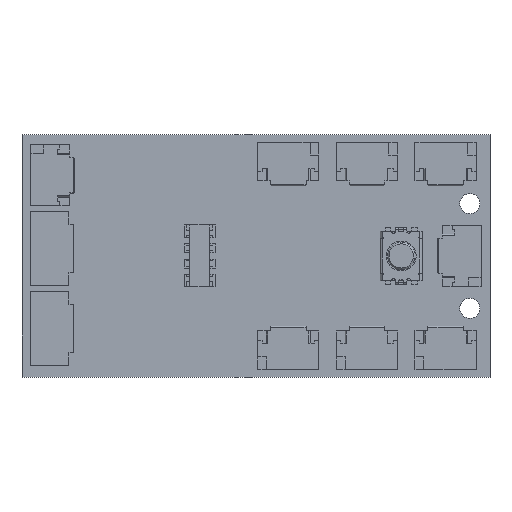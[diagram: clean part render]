
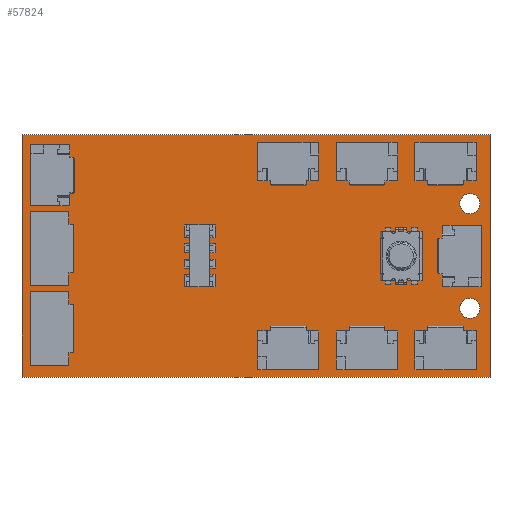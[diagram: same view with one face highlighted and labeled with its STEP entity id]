
A CAD part, top view. The second image highlights one B-rep face of the part: STEP entity #57824.
In plain terms, the highlighted planar face has unit normal (0, 0, 1).
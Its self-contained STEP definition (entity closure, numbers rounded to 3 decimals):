
#57467 = VERTEX_POINT('',#57468);
#57468 = CARTESIAN_POINT('',(97.75,-92.5,1.6));
#57475 = PLANE('',#57476);
#57476 = AXIS2_PLACEMENT_3D('',#57477,#57478,#57479);
#57477 = CARTESIAN_POINT('',(97.75,-92.5,0.));
#57478 = DIRECTION('',(-1.,0.,0.));
#57479 = DIRECTION('',(0.,1.,0.));
#57487 = PLANE('',#57488);
#57488 = AXIS2_PLACEMENT_3D('',#57489,#57490,#57491);
#57489 = CARTESIAN_POINT('',(126.75,-92.5,0.));
#57490 = DIRECTION('',(0.,-1.,0.));
#57491 = DIRECTION('',(-1.,0.,0.));
#57499 = EDGE_CURVE('',#57467,#57500,#57502,.T.);
#57500 = VERTEX_POINT('',#57501);
#57501 = CARTESIAN_POINT('',(97.75,-77.5,1.6));
#57502 = SURFACE_CURVE('',#57503,(#57507,#57514),.PCURVE_S1.);
#57503 = LINE('',#57504,#57505);
#57504 = CARTESIAN_POINT('',(97.75,-92.5,1.6));
#57505 = VECTOR('',#57506,1.);
#57506 = DIRECTION('',(0.,1.,0.));
#57507 = PCURVE('',#57475,#57508);
#57508 = DEFINITIONAL_REPRESENTATION('',(#57509),#57513);
#57509 = LINE('',#57510,#57511);
#57510 = CARTESIAN_POINT('',(0.,-1.6));
#57511 = VECTOR('',#57512,1.);
#57512 = DIRECTION('',(1.,0.));
#57513 = ( GEOMETRIC_REPRESENTATION_CONTEXT(2) 
PARAMETRIC_REPRESENTATION_CONTEXT() REPRESENTATION_CONTEXT('2D SPACE',''
  ) );
#57514 = PCURVE('',#57515,#57520);
#57515 = PLANE('',#57516);
#57516 = AXIS2_PLACEMENT_3D('',#57517,#57518,#57519);
#57517 = CARTESIAN_POINT('',(112.25,-85.,1.6));
#57518 = DIRECTION('',(-0.,-0.,-1.));
#57519 = DIRECTION('',(-1.,0.,0.));
#57520 = DEFINITIONAL_REPRESENTATION('',(#57521),#57525);
#57521 = LINE('',#57522,#57523);
#57522 = CARTESIAN_POINT('',(14.5,-7.5));
#57523 = VECTOR('',#57524,1.);
#57524 = DIRECTION('',(0.,1.));
#57525 = ( GEOMETRIC_REPRESENTATION_CONTEXT(2) 
PARAMETRIC_REPRESENTATION_CONTEXT() REPRESENTATION_CONTEXT('2D SPACE',''
  ) );
#57543 = PLANE('',#57544);
#57544 = AXIS2_PLACEMENT_3D('',#57545,#57546,#57547);
#57545 = CARTESIAN_POINT('',(97.75,-77.5,0.));
#57546 = DIRECTION('',(0.,1.,0.));
#57547 = DIRECTION('',(1.,0.,0.));
#57587 = VERTEX_POINT('',#57588);
#57588 = CARTESIAN_POINT('',(126.75,-92.5,1.6));
#57602 = PLANE('',#57603);
#57603 = AXIS2_PLACEMENT_3D('',#57604,#57605,#57606);
#57604 = CARTESIAN_POINT('',(126.75,-77.5,0.));
#57605 = DIRECTION('',(1.,0.,-0.));
#57606 = DIRECTION('',(0.,-1.,0.));
#57614 = EDGE_CURVE('',#57587,#57467,#57615,.T.);
#57615 = SURFACE_CURVE('',#57616,(#57620,#57627),.PCURVE_S1.);
#57616 = LINE('',#57617,#57618);
#57617 = CARTESIAN_POINT('',(126.75,-92.5,1.6));
#57618 = VECTOR('',#57619,1.);
#57619 = DIRECTION('',(-1.,0.,0.));
#57620 = PCURVE('',#57487,#57621);
#57621 = DEFINITIONAL_REPRESENTATION('',(#57622),#57626);
#57622 = LINE('',#57623,#57624);
#57623 = CARTESIAN_POINT('',(0.,-1.6));
#57624 = VECTOR('',#57625,1.);
#57625 = DIRECTION('',(1.,0.));
#57626 = ( GEOMETRIC_REPRESENTATION_CONTEXT(2) 
PARAMETRIC_REPRESENTATION_CONTEXT() REPRESENTATION_CONTEXT('2D SPACE',''
  ) );
#57627 = PCURVE('',#57515,#57628);
#57628 = DEFINITIONAL_REPRESENTATION('',(#57629),#57633);
#57629 = LINE('',#57630,#57631);
#57630 = CARTESIAN_POINT('',(-14.5,-7.5));
#57631 = VECTOR('',#57632,1.);
#57632 = DIRECTION('',(1.,0.));
#57633 = ( GEOMETRIC_REPRESENTATION_CONTEXT(2) 
PARAMETRIC_REPRESENTATION_CONTEXT() REPRESENTATION_CONTEXT('2D SPACE',''
  ) );
#57661 = EDGE_CURVE('',#57500,#57662,#57664,.T.);
#57662 = VERTEX_POINT('',#57663);
#57663 = CARTESIAN_POINT('',(126.75,-77.5,1.6));
#57664 = SURFACE_CURVE('',#57665,(#57669,#57676),.PCURVE_S1.);
#57665 = LINE('',#57666,#57667);
#57666 = CARTESIAN_POINT('',(97.75,-77.5,1.6));
#57667 = VECTOR('',#57668,1.);
#57668 = DIRECTION('',(1.,0.,0.));
#57669 = PCURVE('',#57543,#57670);
#57670 = DEFINITIONAL_REPRESENTATION('',(#57671),#57675);
#57671 = LINE('',#57672,#57673);
#57672 = CARTESIAN_POINT('',(0.,-1.6));
#57673 = VECTOR('',#57674,1.);
#57674 = DIRECTION('',(1.,0.));
#57675 = ( GEOMETRIC_REPRESENTATION_CONTEXT(2) 
PARAMETRIC_REPRESENTATION_CONTEXT() REPRESENTATION_CONTEXT('2D SPACE',''
  ) );
#57676 = PCURVE('',#57515,#57677);
#57677 = DEFINITIONAL_REPRESENTATION('',(#57678),#57682);
#57678 = LINE('',#57679,#57680);
#57679 = CARTESIAN_POINT('',(14.5,7.5));
#57680 = VECTOR('',#57681,1.);
#57681 = DIRECTION('',(-1.,0.));
#57682 = ( GEOMETRIC_REPRESENTATION_CONTEXT(2) 
PARAMETRIC_REPRESENTATION_CONTEXT() REPRESENTATION_CONTEXT('2D SPACE',''
  ) );
#57778 = CYLINDRICAL_SURFACE('',#57779,0.625);
#57779 = AXIS2_PLACEMENT_3D('',#57780,#57781,#57782);
#57780 = CARTESIAN_POINT('',(125.5,-88.25,-0.8));
#57781 = DIRECTION('',(0.,0.,1.));
#57782 = DIRECTION('',(1.,0.,-0.));
#57813 = CYLINDRICAL_SURFACE('',#57814,0.625);
#57814 = AXIS2_PLACEMENT_3D('',#57815,#57816,#57817);
#57815 = CARTESIAN_POINT('',(125.5,-81.75,-0.8));
#57816 = DIRECTION('',(0.,0.,1.));
#57817 = DIRECTION('',(1.,0.,-0.));
#57824 = ADVANCED_FACE('',(#57825,#57851,#57881),#57515,.F.);
#57825 = FACE_BOUND('',#57826,.F.);
#57826 = EDGE_LOOP('',(#57827,#57828,#57829,#57850));
#57827 = ORIENTED_EDGE('',*,*,#57499,.T.);
#57828 = ORIENTED_EDGE('',*,*,#57661,.T.);
#57829 = ORIENTED_EDGE('',*,*,#57830,.T.);
#57830 = EDGE_CURVE('',#57662,#57587,#57831,.T.);
#57831 = SURFACE_CURVE('',#57832,(#57836,#57843),.PCURVE_S1.);
#57832 = LINE('',#57833,#57834);
#57833 = CARTESIAN_POINT('',(126.75,-77.5,1.6));
#57834 = VECTOR('',#57835,1.);
#57835 = DIRECTION('',(0.,-1.,0.));
#57836 = PCURVE('',#57515,#57837);
#57837 = DEFINITIONAL_REPRESENTATION('',(#57838),#57842);
#57838 = LINE('',#57839,#57840);
#57839 = CARTESIAN_POINT('',(-14.5,7.5));
#57840 = VECTOR('',#57841,1.);
#57841 = DIRECTION('',(0.,-1.));
#57842 = ( GEOMETRIC_REPRESENTATION_CONTEXT(2) 
PARAMETRIC_REPRESENTATION_CONTEXT() REPRESENTATION_CONTEXT('2D SPACE',''
  ) );
#57843 = PCURVE('',#57602,#57844);
#57844 = DEFINITIONAL_REPRESENTATION('',(#57845),#57849);
#57845 = LINE('',#57846,#57847);
#57846 = CARTESIAN_POINT('',(0.,-1.6));
#57847 = VECTOR('',#57848,1.);
#57848 = DIRECTION('',(1.,0.));
#57849 = ( GEOMETRIC_REPRESENTATION_CONTEXT(2) 
PARAMETRIC_REPRESENTATION_CONTEXT() REPRESENTATION_CONTEXT('2D SPACE',''
  ) );
#57850 = ORIENTED_EDGE('',*,*,#57614,.T.);
#57851 = FACE_BOUND('',#57852,.F.);
#57852 = EDGE_LOOP('',(#57853));
#57853 = ORIENTED_EDGE('',*,*,#57854,.T.);
#57854 = EDGE_CURVE('',#57855,#57855,#57857,.T.);
#57855 = VERTEX_POINT('',#57856);
#57856 = CARTESIAN_POINT('',(126.125,-88.25,1.6));
#57857 = SURFACE_CURVE('',#57858,(#57863,#57874),.PCURVE_S1.);
#57858 = CIRCLE('',#57859,0.625);
#57859 = AXIS2_PLACEMENT_3D('',#57860,#57861,#57862);
#57860 = CARTESIAN_POINT('',(125.5,-88.25,1.6));
#57861 = DIRECTION('',(0.,0.,1.));
#57862 = DIRECTION('',(1.,0.,-0.));
#57863 = PCURVE('',#57515,#57864);
#57864 = DEFINITIONAL_REPRESENTATION('',(#57865),#57873);
#57865 = ( BOUNDED_CURVE() B_SPLINE_CURVE(2,(#57866,#57867,#57868,#57869
    ,#57870,#57871,#57872),.UNSPECIFIED.,.T.,.F.) 
B_SPLINE_CURVE_WITH_KNOTS((1,2,2,2,2,1),(-2.094,0.,
    2.094,4.189,6.283,8.378),
.UNSPECIFIED.) CURVE() GEOMETRIC_REPRESENTATION_ITEM() 
RATIONAL_B_SPLINE_CURVE((1.,0.5,1.,0.5,1.,0.5,1.)) REPRESENTATION_ITEM(
  '') );
#57866 = CARTESIAN_POINT('',(-13.875,-3.25));
#57867 = CARTESIAN_POINT('',(-13.875,-2.167));
#57868 = CARTESIAN_POINT('',(-12.938,-2.709));
#57869 = CARTESIAN_POINT('',(-12.,-3.25));
#57870 = CARTESIAN_POINT('',(-12.938,-3.791));
#57871 = CARTESIAN_POINT('',(-13.875,-4.333));
#57872 = CARTESIAN_POINT('',(-13.875,-3.25));
#57873 = ( GEOMETRIC_REPRESENTATION_CONTEXT(2) 
PARAMETRIC_REPRESENTATION_CONTEXT() REPRESENTATION_CONTEXT('2D SPACE',''
  ) );
#57874 = PCURVE('',#57778,#57875);
#57875 = DEFINITIONAL_REPRESENTATION('',(#57876),#57880);
#57876 = LINE('',#57877,#57878);
#57877 = CARTESIAN_POINT('',(0.,2.4));
#57878 = VECTOR('',#57879,1.);
#57879 = DIRECTION('',(1.,0.));
#57880 = ( GEOMETRIC_REPRESENTATION_CONTEXT(2) 
PARAMETRIC_REPRESENTATION_CONTEXT() REPRESENTATION_CONTEXT('2D SPACE',''
  ) );
#57881 = FACE_BOUND('',#57882,.F.);
#57882 = EDGE_LOOP('',(#57883));
#57883 = ORIENTED_EDGE('',*,*,#57884,.T.);
#57884 = EDGE_CURVE('',#57885,#57885,#57887,.T.);
#57885 = VERTEX_POINT('',#57886);
#57886 = CARTESIAN_POINT('',(126.125,-81.75,1.6));
#57887 = SURFACE_CURVE('',#57888,(#57893,#57904),.PCURVE_S1.);
#57888 = CIRCLE('',#57889,0.625);
#57889 = AXIS2_PLACEMENT_3D('',#57890,#57891,#57892);
#57890 = CARTESIAN_POINT('',(125.5,-81.75,1.6));
#57891 = DIRECTION('',(0.,0.,1.));
#57892 = DIRECTION('',(1.,0.,-0.));
#57893 = PCURVE('',#57515,#57894);
#57894 = DEFINITIONAL_REPRESENTATION('',(#57895),#57903);
#57895 = ( BOUNDED_CURVE() B_SPLINE_CURVE(2,(#57896,#57897,#57898,#57899
    ,#57900,#57901,#57902),.UNSPECIFIED.,.T.,.F.) 
B_SPLINE_CURVE_WITH_KNOTS((1,2,2,2,2,1),(-2.094,0.,
    2.094,4.189,6.283,8.378),
.UNSPECIFIED.) CURVE() GEOMETRIC_REPRESENTATION_ITEM() 
RATIONAL_B_SPLINE_CURVE((1.,0.5,1.,0.5,1.,0.5,1.)) REPRESENTATION_ITEM(
  '') );
#57896 = CARTESIAN_POINT('',(-13.875,3.25));
#57897 = CARTESIAN_POINT('',(-13.875,4.333));
#57898 = CARTESIAN_POINT('',(-12.938,3.791));
#57899 = CARTESIAN_POINT('',(-12.,3.25));
#57900 = CARTESIAN_POINT('',(-12.938,2.709));
#57901 = CARTESIAN_POINT('',(-13.875,2.167));
#57902 = CARTESIAN_POINT('',(-13.875,3.25));
#57903 = ( GEOMETRIC_REPRESENTATION_CONTEXT(2) 
PARAMETRIC_REPRESENTATION_CONTEXT() REPRESENTATION_CONTEXT('2D SPACE',''
  ) );
#57904 = PCURVE('',#57813,#57905);
#57905 = DEFINITIONAL_REPRESENTATION('',(#57906),#57910);
#57906 = LINE('',#57907,#57908);
#57907 = CARTESIAN_POINT('',(0.,2.4));
#57908 = VECTOR('',#57909,1.);
#57909 = DIRECTION('',(1.,0.));
#57910 = ( GEOMETRIC_REPRESENTATION_CONTEXT(2) 
PARAMETRIC_REPRESENTATION_CONTEXT() REPRESENTATION_CONTEXT('2D SPACE',''
  ) );
